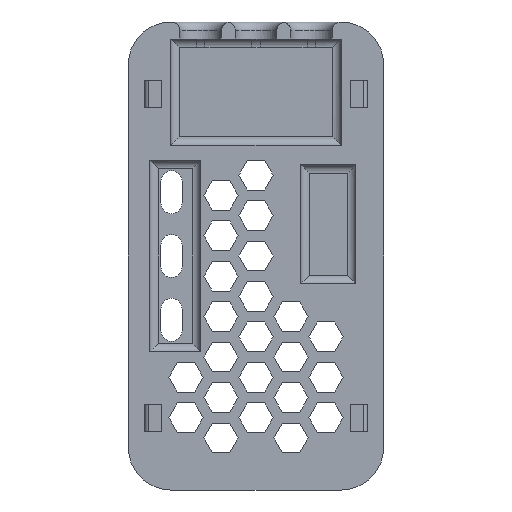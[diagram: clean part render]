
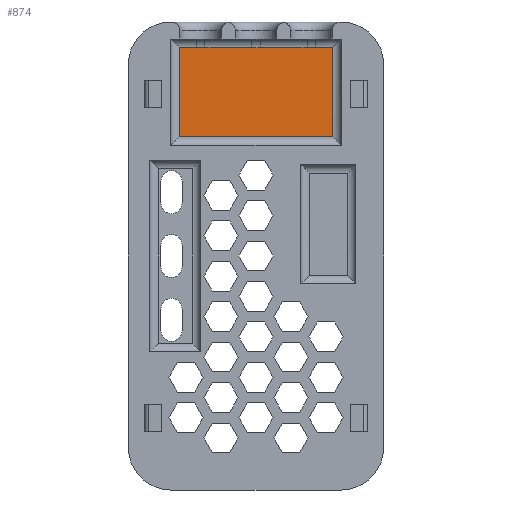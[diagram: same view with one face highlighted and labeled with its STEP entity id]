
A CAD part, front view. The second image highlights one B-rep face of the part: STEP entity #874.
In plain terms, the highlighted planar face has unit normal (0, -1, 0).
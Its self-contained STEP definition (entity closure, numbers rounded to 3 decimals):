
#17 = CARTESIAN_POINT ( 'NONE',  ( -12.823, 8., 49.003 ) ) ;
#35 = B_SPLINE_CURVE_WITH_KNOTS ( 'NONE', 3,
 ( #6105, #8888, #2674, #3483, #8349, #1399, #4219 ),
 .UNSPECIFIED., .F., .F.,
 ( 4, 3, 4 ),
 ( 0., 0.001, 0.002 ),
 .UNSPECIFIED. ) ;
#173 = B_SPLINE_CURVE_WITH_KNOTS ( 'NONE', 3,
 ( #7235, #7958, #17, #8602, #6286, #2223, #2810 ),
 .UNSPECIFIED., .F., .F.,
 ( 4, 3, 4 ),
 ( 0., 0.001, 0.002 ),
 .UNSPECIFIED. ) ;
#274 = VECTOR ( 'NONE', #7889, 1000. ) ;
#467 = DIRECTION ( 'NONE',  ( 0., 0., -1. ) ) ;
#534 = CARTESIAN_POINT ( 'NONE',  ( -18., 8., 49. ) ) ;
#615 = CARTESIAN_POINT ( 'NONE',  ( 12.005, 8., 49. ) ) ;
#801 = EDGE_LOOP ( 'NONE', ( #8875, #6004, #2805, #4156, #848, #5842, #4405, #890, #8032, #1196 ) ) ;
#848 = ORIENTED_EDGE ( 'NONE', *, *, #4275, .T. ) ;
#874 = ADVANCED_FACE ( 'NONE', ( #2489 ), #5336, .F. ) ;
#890 = ORIENTED_EDGE ( 'NONE', *, *, #5491, .T. ) ;
#961 = AXIS2_PLACEMENT_3D ( 'NONE', #3976, #1892, #2625 ) ;
#971 = CARTESIAN_POINT ( 'NONE',  ( 20., 8., 28. ) ) ;
#1027 = CARTESIAN_POINT ( 'NONE',  ( -18., 8., 26. ) ) ;
#1160 = CARTESIAN_POINT ( 'NONE',  ( -20., 8., 49. ) ) ;
#1196 = ORIENTED_EDGE ( 'NONE', *, *, #7979, .T. ) ;
#1215 = VECTOR ( 'NONE', #5267, 1000. ) ;
#1392 = CARTESIAN_POINT ( 'NONE',  ( 18., 8., 51. ) ) ;
#1399 = CARTESIAN_POINT ( 'NONE',  ( -0.741, 8., 49. ) ) ;
#1480 = VERTEX_POINT ( 'NONE', #534 ) ;
#1532 = CARTESIAN_POINT ( 'NONE',  ( 13.995, 8., 49. ) ) ;
#1593 = VECTOR ( 'NONE', #467, 1000. ) ;
#1741 = EDGE_CURVE ( 'NONE', #6058, #2398, #35, .T. ) ;
#1795 = DIRECTION ( 'NONE',  ( -1., 0., 0. ) ) ;
#1892 = DIRECTION ( 'NONE',  ( 0., 1., 0. ) ) ;
#2130 = DIRECTION ( 'NONE',  ( 0., 0., 1. ) ) ;
#2223 = CARTESIAN_POINT ( 'NONE',  ( -13.741, 8., 49. ) ) ;
#2398 = VERTEX_POINT ( 'NONE', #8983 ) ;
#2489 = FACE_OUTER_BOUND ( 'NONE', #801, .T. ) ;
#2625 = DIRECTION ( 'NONE',  ( 0., 0., 1. ) ) ;
#2637 = CARTESIAN_POINT ( 'NONE',  ( 18., 8., 28. ) ) ;
#2645 = CARTESIAN_POINT ( 'NONE',  ( -20., 8., 49. ) ) ;
#2674 = CARTESIAN_POINT ( 'NONE',  ( 0.177, 8., 49.003 ) ) ;
#2722 = CARTESIAN_POINT ( 'NONE',  ( 12.514, 8., 49.002 ) ) ;
#2778 = CARTESIAN_POINT ( 'NONE',  ( -13.995, 8., 49. ) ) ;
#2805 = ORIENTED_EDGE ( 'NONE', *, *, #6753, .T. ) ;
#2810 = CARTESIAN_POINT ( 'NONE',  ( -13.995, 8., 49. ) ) ;
#2993 = CARTESIAN_POINT ( 'NONE',  ( -12.005, 8., 49. ) ) ;
#3080 = VERTEX_POINT ( 'NONE', #5319 ) ;
#3134 = VECTOR ( 'NONE', #1795, 1000. ) ;
#3483 = CARTESIAN_POINT ( 'NONE',  ( -0.232, 8., 49.002 ) ) ;
#3520 = CARTESIAN_POINT ( 'NONE',  ( 13.177, 8., 49.003 ) ) ;
#3776 = EDGE_CURVE ( 'NONE', #2398, #7793, #6584, .T. ) ;
#3976 = CARTESIAN_POINT ( 'NONE',  ( -20., 8., 26. ) ) ;
#4075 = CARTESIAN_POINT ( 'NONE',  ( 12.768, 8., 49.002 ) ) ;
#4156 = ORIENTED_EDGE ( 'NONE', *, *, #6579, .T. ) ;
#4219 = CARTESIAN_POINT ( 'NONE',  ( -0.995, 8., 49. ) ) ;
#4242 = DIRECTION ( 'NONE',  ( -1., 0., 0. ) ) ;
#4275 = EDGE_CURVE ( 'NONE', #3080, #6058, #7549, .T. ) ;
#4405 = ORIENTED_EDGE ( 'NONE', *, *, #3776, .T. ) ;
#4680 = VERTEX_POINT ( 'NONE', #5722 ) ;
#4843 = CARTESIAN_POINT ( 'NONE',  ( 13.586, 8., 49. ) ) ;
#4907 = VERTEX_POINT ( 'NONE', #2778 ) ;
#5031 = VECTOR ( 'NONE', #7233, 1000. ) ;
#5187 = LINE ( 'NONE', #971, #5031 ) ;
#5198 = CARTESIAN_POINT ( 'NONE',  ( -20., 8., 49. ) ) ;
#5267 = DIRECTION ( 'NONE',  ( -1., 0., 0. ) ) ;
#5319 = CARTESIAN_POINT ( 'NONE',  ( 12.005, 8., 49. ) ) ;
#5336 = PLANE ( 'NONE',  #961 ) ;
#5426 = CARTESIAN_POINT ( 'NONE',  ( 13.995, 8., 49. ) ) ;
#5491 = EDGE_CURVE ( 'NONE', #7793, #4907, #173, .T. ) ;
#5519 = VERTEX_POINT ( 'NONE', #1532 ) ;
#5692 = B_SPLINE_CURVE_WITH_KNOTS ( 'NONE', 3,
 ( #5426, #4843, #3520, #4075, #2722, #8201, #615 ),
 .UNSPECIFIED., .F., .F.,
 ( 4, 3, 4 ),
 ( 0., 0.001, 0.002 ),
 .UNSPECIFIED. ) ;
#5722 = CARTESIAN_POINT ( 'NONE',  ( -18., 8., 28. ) ) ;
#5842 = ORIENTED_EDGE ( 'NONE', *, *, #1741, .T. ) ;
#5884 = VECTOR ( 'NONE', #2130, 1000. ) ;
#5945 = CARTESIAN_POINT ( 'NONE',  ( 0.995, 8., 49. ) ) ;
#6004 = ORIENTED_EDGE ( 'NONE', *, *, #6588, .T. ) ;
#6058 = VERTEX_POINT ( 'NONE', #5945 ) ;
#6105 = CARTESIAN_POINT ( 'NONE',  ( 0.995, 8., 49. ) ) ;
#6286 = CARTESIAN_POINT ( 'NONE',  ( -13.486, 8., 49.002 ) ) ;
#6579 = EDGE_CURVE ( 'NONE', #5519, #3080, #5692, .T. ) ;
#6584 = LINE ( 'NONE', #2645, #1215 ) ;
#6588 = EDGE_CURVE ( 'NONE', #7628, #7871, #8254, .T. ) ;
#6753 = EDGE_CURVE ( 'NONE', #7871, #5519, #8008, .T. ) ;
#7028 = CARTESIAN_POINT ( 'NONE',  ( 18., 8., 49. ) ) ;
#7147 = EDGE_CURVE ( 'NONE', #4680, #7628, #5187, .T. ) ;
#7233 = DIRECTION ( 'NONE',  ( 1., 0., 0. ) ) ;
#7235 = CARTESIAN_POINT ( 'NONE',  ( -12.005, 8., 49. ) ) ;
#7252 = LINE ( 'NONE', #1027, #1593 ) ;
#7549 = LINE ( 'NONE', #7690, #8341 ) ;
#7628 = VERTEX_POINT ( 'NONE', #2637 ) ;
#7690 = CARTESIAN_POINT ( 'NONE',  ( -20., 8., 49. ) ) ;
#7793 = VERTEX_POINT ( 'NONE', #2993 ) ;
#7871 = VERTEX_POINT ( 'NONE', #7028 ) ;
#7889 = DIRECTION ( 'NONE',  ( -1., 0., 0. ) ) ;
#7958 = CARTESIAN_POINT ( 'NONE',  ( -12.414, 8., 49. ) ) ;
#7959 = EDGE_CURVE ( 'NONE', #4907, #1480, #8748, .T. ) ;
#7979 = EDGE_CURVE ( 'NONE', #1480, #4680, #7252, .T. ) ;
#8008 = LINE ( 'NONE', #5198, #3134 ) ;
#8032 = ORIENTED_EDGE ( 'NONE', *, *, #7959, .T. ) ;
#8201 = CARTESIAN_POINT ( 'NONE',  ( 12.259, 8., 49. ) ) ;
#8254 = LINE ( 'NONE', #1392, #5884 ) ;
#8341 = VECTOR ( 'NONE', #4242, 1000. ) ;
#8349 = CARTESIAN_POINT ( 'NONE',  ( -0.486, 8., 49.002 ) ) ;
#8602 = CARTESIAN_POINT ( 'NONE',  ( -13.232, 8., 49.002 ) ) ;
#8748 = LINE ( 'NONE', #1160, #274 ) ;
#8875 = ORIENTED_EDGE ( 'NONE', *, *, #7147, .T. ) ;
#8888 = CARTESIAN_POINT ( 'NONE',  ( 0.586, 8., 49. ) ) ;
#8983 = CARTESIAN_POINT ( 'NONE',  ( -0.995, 8., 49. ) ) ;
